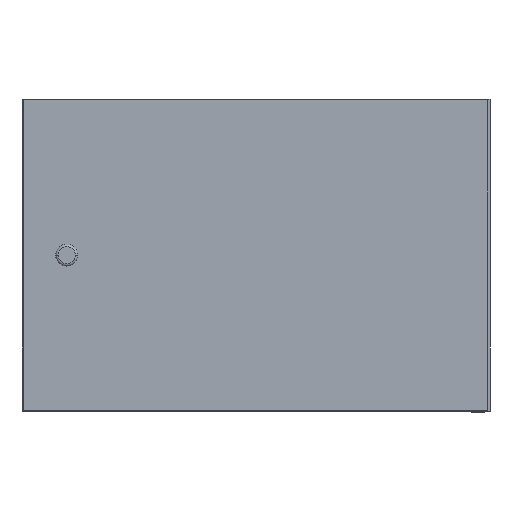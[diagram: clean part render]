
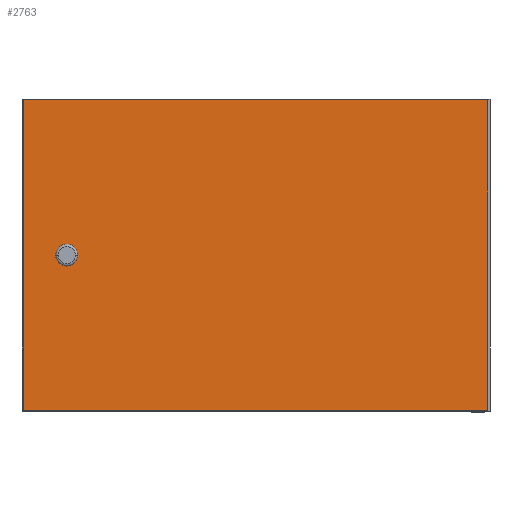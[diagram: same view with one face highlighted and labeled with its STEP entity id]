
A CAD part, top view. The second image highlights one B-rep face of the part: STEP entity #2763.
In plain terms, the highlighted face is planar.
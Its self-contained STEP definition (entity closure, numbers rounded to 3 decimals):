
#11 = VECTOR ( 'NONE', #8110, 1000. ) ;
#337 = DIRECTION ( 'NONE',  ( 1., 0., 0. ) ) ;
#348 = AXIS2_PLACEMENT_3D ( 'NONE', #4303, #7276, #565 ) ;
#363 = EDGE_LOOP ( 'NONE', ( #3694, #6039 ) ) ;
#565 = DIRECTION ( 'NONE',  ( -1., 0., 0. ) ) ;
#573 = DIRECTION ( 'NONE',  ( 0., 0., -1. ) ) ;
#1013 = CARTESIAN_POINT ( 'NONE',  ( 256.5, 0., 0. ) ) ;
#1363 = VECTOR ( 'NONE', #7344, 1000. ) ;
#1413 = FACE_BOUND ( 'NONE', #363, .T. ) ;
#1511 = EDGE_CURVE ( 'NONE', #9676, #4874, #6036, .T. ) ;
#1872 = EDGE_CURVE ( 'NONE', #3158, #8057, #6804, .T. ) ;
#2303 = ORIENTED_EDGE ( 'NONE', *, *, #2365, .F. ) ;
#2365 = EDGE_CURVE ( 'NONE', #5382, #4376, #2849, .T. ) ;
#2493 = CARTESIAN_POINT ( 'NONE',  ( 297.5, -199.25, 0. ) ) ;
#2763 = ADVANCED_FACE ( 'NONE', ( #1413, #8797 ), #6650, .T. ) ;
#2849 = LINE ( 'NONE', #6514, #1363 ) ;
#3158 = VERTEX_POINT ( 'NONE', #1013 ) ;
#3437 = VECTOR ( 'NONE', #337, 1000. ) ;
#3592 = AXIS2_PLACEMENT_3D ( 'NONE', #9681, #573, #5822 ) ;
#3694 = ORIENTED_EDGE ( 'NONE', *, *, #1872, .F. ) ;
#3881 = DIRECTION ( 'NONE',  ( 0., 1., 0. ) ) ;
#4303 = CARTESIAN_POINT ( 'NONE',  ( 242.5, 0., 0. ) ) ;
#4347 = CARTESIAN_POINT ( 'NONE',  ( 228.5, 0., 0. ) ) ;
#4376 = VERTEX_POINT ( 'NONE', #5133 ) ;
#4581 = CARTESIAN_POINT ( 'NONE',  ( 297.5, 199.25, 0. ) ) ;
#4765 = ORIENTED_EDGE ( 'NONE', *, *, #6183, .F. ) ;
#4874 = VERTEX_POINT ( 'NONE', #5850 ) ;
#5133 = CARTESIAN_POINT ( 'NONE',  ( -297.5, -199.25, 0. ) ) ;
#5142 = LINE ( 'NONE', #8892, #11 ) ;
#5382 = VERTEX_POINT ( 'NONE', #9182 ) ;
#5480 = CARTESIAN_POINT ( 'NONE',  ( 297.5, -199.25, 0. ) ) ;
#5694 = ORIENTED_EDGE ( 'NONE', *, *, #1511, .F. ) ;
#5794 = DIRECTION ( 'NONE',  ( -1., 0., 0. ) ) ;
#5822 = DIRECTION ( 'NONE',  ( -1., 0., 0. ) ) ;
#5850 = CARTESIAN_POINT ( 'NONE',  ( 297.5, 199.25, 0. ) ) ;
#6036 = LINE ( 'NONE', #4581, #8664 ) ;
#6039 = ORIENTED_EDGE ( 'NONE', *, *, #9218, .F. ) ;
#6151 = EDGE_LOOP ( 'NONE', ( #2303, #8359, #5694, #4765 ) ) ;
#6183 = EDGE_CURVE ( 'NONE', #4376, #9676, #6208, .T. ) ;
#6208 = LINE ( 'NONE', #2493, #3437 ) ;
#6423 = EDGE_CURVE ( 'NONE', #4874, #5382, #5142, .T. ) ;
#6473 = DIRECTION ( 'NONE',  ( 0., 0., -1. ) ) ;
#6514 = CARTESIAN_POINT ( 'NONE',  ( -297.5, 199.25, 0. ) ) ;
#6650 = PLANE ( 'NONE',  #3592 ) ;
#6804 = CIRCLE ( 'NONE', #9281, 14. ) ;
#7119 = CARTESIAN_POINT ( 'NONE',  ( 242.5, 0., 0. ) ) ;
#7228 = CIRCLE ( 'NONE', #348, 14. ) ;
#7276 = DIRECTION ( 'NONE',  ( 0., 0., -1. ) ) ;
#7344 = DIRECTION ( 'NONE',  ( 0., -1., 0. ) ) ;
#8057 = VERTEX_POINT ( 'NONE', #4347 ) ;
#8110 = DIRECTION ( 'NONE',  ( -1., 0., 0. ) ) ;
#8359 = ORIENTED_EDGE ( 'NONE', *, *, #6423, .F. ) ;
#8664 = VECTOR ( 'NONE', #3881, 1000. ) ;
#8797 = FACE_OUTER_BOUND ( 'NONE', #6151, .T. ) ;
#8892 = CARTESIAN_POINT ( 'NONE',  ( 297.5, 199.25, 0. ) ) ;
#9182 = CARTESIAN_POINT ( 'NONE',  ( -297.5, 199.25, 0. ) ) ;
#9218 = EDGE_CURVE ( 'NONE', #8057, #3158, #7228, .T. ) ;
#9281 = AXIS2_PLACEMENT_3D ( 'NONE', #7119, #6473, #5794 ) ;
#9676 = VERTEX_POINT ( 'NONE', #5480 ) ;
#9681 = CARTESIAN_POINT ( 'NONE',  ( 0., 0., 0. ) ) ;
